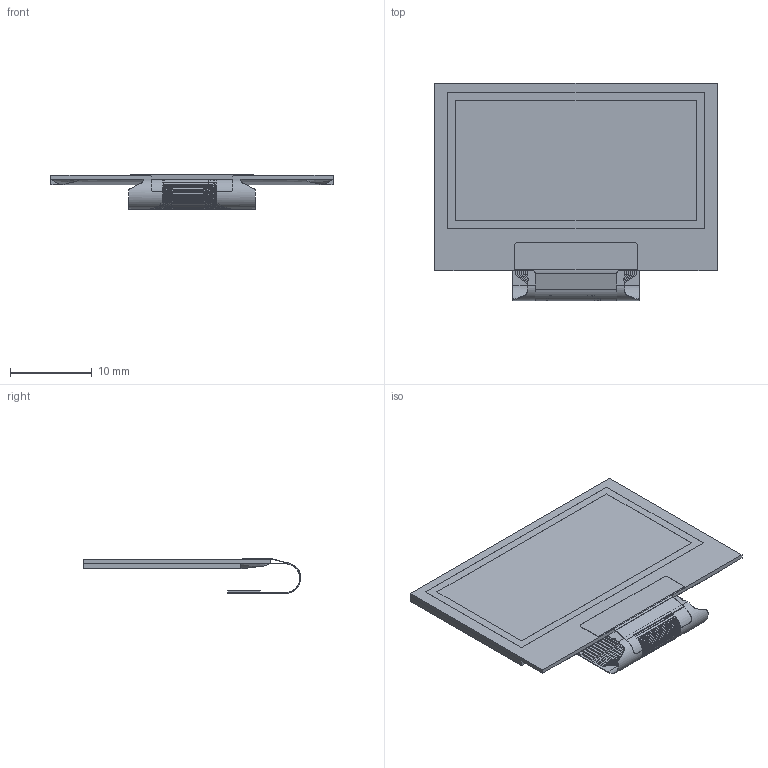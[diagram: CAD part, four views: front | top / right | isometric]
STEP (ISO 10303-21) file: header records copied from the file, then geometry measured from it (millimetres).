
FILE_DESCRIPTION(/* description */ (''),/* implementation_level */ '2;1');
FILE_NAME(/* name */ 'OLED_128x64.step',/* time_stamp */ '2021-06-07T10:16:27-07:00',/* author */ (''),/* organization */ (''),/* preprocessor_version */ 'ST-DEVELOPER v18.1',/* originating_system */ 'Autodesk Translation Framework v10.9.0.1377',/* authorisation */ '');
FILE_SCHEMA (('AUTOMOTIVE_DESIGN { 1 0 10303 214 3 1 1 }'));
Length unit declared in the file: millimetre
Products named in the file (3): OLED_128x64; Displayable Frame; Displayable Area
Assembly tree (2 placements, depth 2):
  OLED_128x64
    Displayable Frame
    Displayable Area
Bounding box: 34.55 x 26.62 x 4.25 mm (x, y, z)
Volume: 944.7 mm3; surface area: 3332 mm2
Topology: 3 solids, 3 shells, 792 faces, 2085 edges, 1300 vertices
Faces by surface type: plane 613, cylinder 176, bspline 3
Entity records: 26593 total; most frequent: CARTESIAN_POINT 6128, ORIENTED_EDGE 4170, DIRECTION 3919, EDGE_CURVE 2085, LINE 1775, VECTOR 1775, VERTEX_POINT 1300, AXIS2_PLACEMENT_3D 1072
